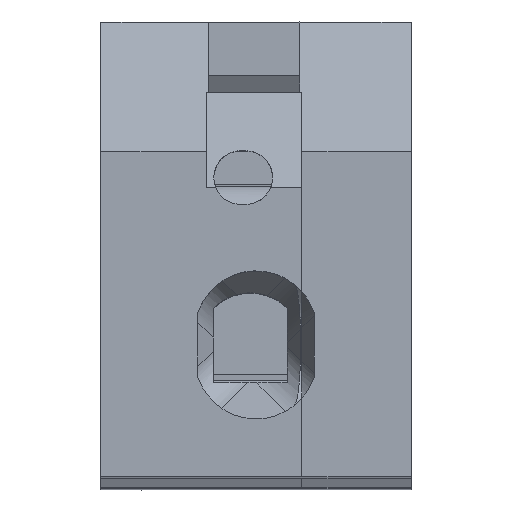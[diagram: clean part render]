
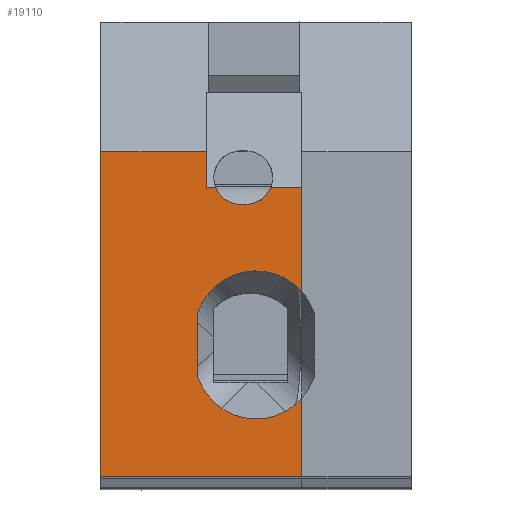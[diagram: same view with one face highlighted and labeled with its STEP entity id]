
A CAD part, top view. The second image highlights one B-rep face of the part: STEP entity #19110.
In plain terms, the highlighted face is planar.
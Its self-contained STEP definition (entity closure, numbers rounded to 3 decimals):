
#12540=CARTESIAN_POINT('',(135.668,124.734,
46.525));
#12550=DIRECTION('',(0.,-1.,0.));
#12560=DIRECTION('',(1.,0.,0.));
#12570=AXIS2_PLACEMENT_3D('',#12540,#12550,#12560);
#12580=CIRCLE('',#12570,2.4);
#12590=CARTESIAN_POINT('',(137.256,124.734,
44.725));
#12600=VERTEX_POINT('',#12590);
#15180=CARTESIAN_POINT('',(133.904,124.734,
48.8));
#15190=VERTEX_POINT('',#15180);
#15220=CARTESIAN_POINT('',(134.668,124.734,
46.525));
#15230=DIRECTION('',(0.,-1.,0.));
#15240=DIRECTION('',(1.,0.,0.));
#15250=AXIS2_PLACEMENT_3D('',#15220,#15230,#15240);
#15260=CIRCLE('',#15250,2.4);
#15270=CARTESIAN_POINT('',(133.081,124.734,
44.725));
#15280=VERTEX_POINT('',#15270);
#15290=EDGE_CURVE('',#15190,#15280,#15260,.T.);
#16040=CARTESIAN_POINT('',(128.994,124.734,
48.475));
#16050=VERTEX_POINT('',#16040);
#16080=CARTESIAN_POINT('',(131.764,124.734,
48.475));
#16090=DIRECTION('',(-1.,0.,0.));
#16100=VECTOR('',#16090,1.);
#16110=LINE('',#16080,#16100);
#16120=CARTESIAN_POINT('',(127.603,124.734,
48.475));
#16130=VERTEX_POINT('',#16120);
#16140=EDGE_CURVE('',#16050,#16130,#16110,.T.);
#18180=CARTESIAN_POINT('',(139.374,124.734,
41.45));
#18190=DIRECTION('',(0.,-1.,0.));
#18200=DIRECTION('',(1.,0.,0.));
#18210=AXIS2_PLACEMENT_3D('',#18180,#18190,#18200);
#18220=PLANE('',#18210);
#18230=CARTESIAN_POINT('',(131.764,124.734,
44.725));
#18240=DIRECTION('',(1.,0.,0.));
#18250=VECTOR('',#18240,1.);
#18260=LINE('',#18230,#18250);
#18270=CARTESIAN_POINT('',(128.994,124.734,
44.725));
#18280=VERTEX_POINT('',#18270);
#18290=EDGE_CURVE('',#18280,#15280,#18260,.T.);
#18300=ORIENTED_EDGE('',*,*,#18290,.F.);
#18310=ORIENTED_EDGE('',*,*,#15290,.T.);
#18320=CARTESIAN_POINT('',(131.764,124.734,
48.8));
#18330=DIRECTION('',(1.,0.,0.));
#18340=VECTOR('',#18330,1.);
#18350=LINE('',#18320,#18340);
#18360=CARTESIAN_POINT('',(136.433,124.734,
48.8));
#18370=VERTEX_POINT('',#18360);
#18380=EDGE_CURVE('',#15190,#18370,#18350,.T.);
#18390=ORIENTED_EDGE('',*,*,#18380,.F.);
#18400=EDGE_CURVE('',#12600,#18370,#12580,.T.);
#18410=ORIENTED_EDGE('',*,*,#18400,.T.);
#18420=CARTESIAN_POINT('',(131.764,124.734,
44.725));
#18430=DIRECTION('',(-1.,0.,0.));
#18440=VECTOR('',#18430,1.);
#18450=LINE('',#18420,#18440);
#18460=CARTESIAN_POINT('',(140.328,124.734,
44.725));
#18470=VERTEX_POINT('',#18460);
#18480=EDGE_CURVE('',#18470,#12600,#18450,.T.);
#18490=ORIENTED_EDGE('',*,*,#18480,.T.);
#18500=CARTESIAN_POINT('',(140.328,124.734,
41.45));
#18510=DIRECTION('',(0.,0.,-1.));
#18520=VECTOR('',#18510,1.);
#18530=LINE('',#18500,#18520);
#18540=CARTESIAN_POINT('',(140.328,124.734,
52.6));
#18550=VERTEX_POINT('',#18540);
#18560=EDGE_CURVE('',#18550,#18470,#18530,.T.);
#18570=ORIENTED_EDGE('',*,*,#18560,.T.);
#18580=CARTESIAN_POINT('',(131.764,124.734,
52.6));
#18590=DIRECTION('',(-1.,0.,0.));
#18600=VECTOR('',#18590,1.);
#18610=LINE('',#18580,#18600);
#18620=CARTESIAN_POINT('',(127.603,124.734,
52.6));
#18630=VERTEX_POINT('',#18620);
#18640=EDGE_CURVE('',#18550,#18630,#18610,.T.);
#18650=ORIENTED_EDGE('',*,*,#18640,.F.);
#18660=CARTESIAN_POINT('',(127.603,124.734,
41.45));
#18670=DIRECTION('',(0.,0.,1.));
#18680=VECTOR('',#18670,1.);
#18690=LINE('',#18660,#18680);
#18700=EDGE_CURVE('',#16130,#18630,#18690,.T.);
#18710=ORIENTED_EDGE('',*,*,#18700,.T.);
#18720=ORIENTED_EDGE('',*,*,#16140,.T.);
#18730=CARTESIAN_POINT('',(128.994,124.734,
41.45));
#18740=DIRECTION('',(0.,0.,-1.));
#18750=VECTOR('',#18740,1.);
#18760=LINE('',#18730,#18750);
#18770=CARTESIAN_POINT('',(128.994,124.734,
48.104));
#18780=VERTEX_POINT('',#18770);
#18790=EDGE_CURVE('',#16050,#18780,#18760,.T.);
#18800=ORIENTED_EDGE('',*,*,#18790,.F.);
#18810=CARTESIAN_POINT('',(128.614,124.734,
47.125));
#18820=DIRECTION('',(0.,1.,0.));
#18830=DIRECTION('',(0.,0.,-1.));
#18840=AXIS2_PLACEMENT_3D('',#18810,#18820,#18830);
#18850=CIRCLE('',#18840,1.05);
#18860=CARTESIAN_POINT('',(129.664,124.734,
47.125));
#18870=VERTEX_POINT('',#18860);
#18880=EDGE_CURVE('',#18780,#18870,#18850,.T.);
#18890=ORIENTED_EDGE('',*,*,#18880,.F.);
#18900=CARTESIAN_POINT('',(129.664,124.734,
41.45));
#18910=DIRECTION('',(0.,0.,-1.));
#18920=VECTOR('',#18910,1.);
#18930=LINE('',#18900,#18920);
#18940=CARTESIAN_POINT('',(129.664,124.734,
46.925));
#18950=VERTEX_POINT('',#18940);
#18960=EDGE_CURVE('',#18870,#18950,#18930,.T.);
#18970=ORIENTED_EDGE('',*,*,#18960,.F.);
#18980=CARTESIAN_POINT('',(128.614,124.734,
46.925));
#18990=DIRECTION('',(0.,1.,0.));
#19000=DIRECTION('',(0.,0.,-1.));
#19010=AXIS2_PLACEMENT_3D('',#18980,#18990,#19000);
#19020=CIRCLE('',#19010,1.05);
#19030=CARTESIAN_POINT('',(128.994,124.734,
45.946));
#19040=VERTEX_POINT('',#19030);
#19050=EDGE_CURVE('',#18950,#19040,#19020,.T.);
#19060=ORIENTED_EDGE('',*,*,#19050,.F.);
#19070=EDGE_CURVE('',#19040,#18280,#18760,.T.);
#19080=ORIENTED_EDGE('',*,*,#19070,.F.);
#19090=EDGE_LOOP('',(#19080,#19060,#18970,#18890,#18800,#18720,#18710,
#18650,#18570,#18490,#18410,#18390,#18310,#18300));
#19100=FACE_OUTER_BOUND('',#19090,.T.);
#19110=ADVANCED_FACE('',(#19100),#18220,.F.);
